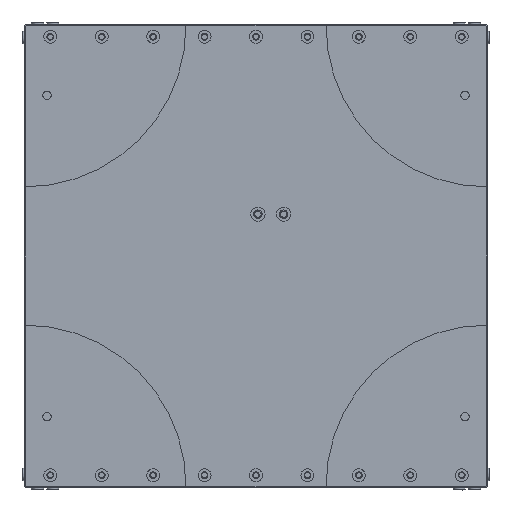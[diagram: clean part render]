
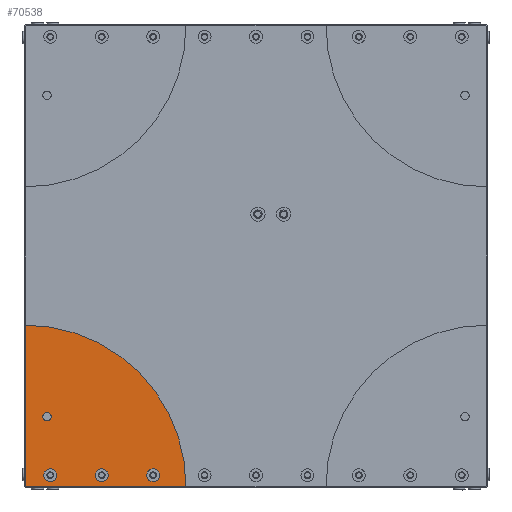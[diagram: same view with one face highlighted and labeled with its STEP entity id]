
A CAD part, front view. The second image highlights one B-rep face of the part: STEP entity #70538.
In plain terms, the highlighted planar face has unit normal (0, -1, 0).
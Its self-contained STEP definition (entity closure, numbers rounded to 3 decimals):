
#1205 = CIRCLE ( 'NONE', #116960, 3.25 ) ;
#1289 = CARTESIAN_POINT ( 'NONE',  ( -118.655, 0., -142.13 ) ) ;
#1344 = CARTESIAN_POINT ( 'NONE',  ( -36.155, 0., -184.38 ) ) ;
#1404 = CARTESIAN_POINT ( 'NONE',  ( -116.155, 0., -184.38 ) ) ;
#2195 = EDGE_CURVE ( 'NONE', #12180, #66582, #46945, .T. ) ;
#2437 = VERTEX_POINT ( 'NONE', #24267 ) ;
#3080 = DIRECTION ( 'NONE',  ( 0., 0., 1. ) ) ;
#4289 = CIRCLE ( 'NONE', #8086, 125. ) ;
#6599 = FACE_BOUND ( 'NONE', #27791, .T. ) ;
#7078 = ORIENTED_EDGE ( 'NONE', *, *, #9605, .T. ) ;
#7161 = FACE_OUTER_BOUND ( 'NONE', #11598, .T. ) ;
#8086 = AXIS2_PLACEMENT_3D ( 'NONE', #80958, #117185, #89850 ) ;
#8293 = DIRECTION ( 'NONE',  ( 0., 0., 1. ) ) ;
#8529 = EDGE_CURVE ( 'NONE', #94798, #58297, #96879, .T. ) ;
#9596 = CIRCLE ( 'NONE', #19192, 5.025 ) ;
#9605 = EDGE_CURVE ( 'NONE', #39859, #94798, #24609, .T. ) ;
#9721 = CARTESIAN_POINT ( 'NONE',  ( -36.155, 0., -179.355 ) ) ;
#9881 = VECTOR ( 'NONE', #13527, 1000. ) ;
#10537 = CARTESIAN_POINT ( 'NONE',  ( -76.155, 0., -184.38 ) ) ;
#11180 = ORIENTED_EDGE ( 'NONE', *, *, #38168, .F. ) ;
#11598 = EDGE_LOOP ( 'NONE', ( #11180, #85491, #7078, #32124 ) ) ;
#12176 = EDGE_LOOP ( 'NONE', ( #30380, #14268 ) ) ;
#12180 = VERTEX_POINT ( 'NONE', #87968 ) ;
#13498 = VERTEX_POINT ( 'NONE', #73830 ) ;
#13527 = DIRECTION ( 'NONE',  ( 0., 0., -1. ) ) ;
#14268 = ORIENTED_EDGE ( 'NONE', *, *, #2195, .F. ) ;
#14912 = DIRECTION ( 'NONE',  ( 0., -1., 0. ) ) ;
#14959 = DIRECTION ( 'NONE',  ( 0., 0., 1. ) ) ;
#15185 = AXIS2_PLACEMENT_3D ( 'NONE', #115394, #106465, #14959 ) ;
#16130 = FACE_BOUND ( 'NONE', #86915, .T. ) ;
#17211 = VERTEX_POINT ( 'NONE', #1289 ) ;
#18421 = AXIS2_PLACEMENT_3D ( 'NONE', #94606, #68470, #30984 ) ;
#19192 = AXIS2_PLACEMENT_3D ( 'NONE', #1404, #82202, #73892 ) ;
#20476 = AXIS2_PLACEMENT_3D ( 'NONE', #47217, #92406, #38855 ) ;
#21122 = CARTESIAN_POINT ( 'NONE',  ( -135.655, 0., -192.673 ) ) ;
#21191 = CARTESIAN_POINT ( 'NONE',  ( -116.155, 0., -189.405 ) ) ;
#24267 = CARTESIAN_POINT ( 'NONE',  ( -116.155, 0., -179.355 ) ) ;
#24609 = LINE ( 'NONE', #69857, #41477 ) ;
#25800 = VECTOR ( 'NONE', #79578, 1000. ) ;
#25840 = AXIS2_PLACEMENT_3D ( 'NONE', #41643, #14912, #8293 ) ;
#27791 = EDGE_LOOP ( 'NONE', ( #70246, #106744 ) ) ;
#30380 = ORIENTED_EDGE ( 'NONE', *, *, #88386, .F. ) ;
#30984 = DIRECTION ( 'NONE',  ( 0., 0., 1. ) ) ;
#32124 = ORIENTED_EDGE ( 'NONE', *, *, #8529, .T. ) ;
#38168 = EDGE_CURVE ( 'NONE', #13498, #58297, #4289, .T. ) ;
#38855 = DIRECTION ( 'NONE',  ( 0., 0., -1. ) ) ;
#39371 = AXIS2_PLACEMENT_3D ( 'NONE', #1344, #84483, #3080 ) ;
#39859 = VERTEX_POINT ( 'NONE', #21122 ) ;
#39954 = CARTESIAN_POINT ( 'NONE',  ( -10.657, 0., -193.38 ) ) ;
#40492 = AXIS2_PLACEMENT_3D ( 'NONE', #44915, #97879, #62802 ) ;
#41118 = CIRCLE ( 'NONE', #18421, 5.025 ) ;
#41477 = VECTOR ( 'NONE', #86415, 1000. ) ;
#41643 = CARTESIAN_POINT ( 'NONE',  ( -36.155, 0., -184.38 ) ) ;
#44915 = CARTESIAN_POINT ( 'NONE',  ( -76.155, 0., -184.38 ) ) ;
#46945 = CIRCLE ( 'NONE', #39371, 5.025 ) ;
#47217 = CARTESIAN_POINT ( 'NONE',  ( -118.655, 0., -138.88 ) ) ;
#47712 = CARTESIAN_POINT ( 'NONE',  ( -118.655, 0., -138.88 ) ) ;
#50793 = CIRCLE ( 'NONE', #20476, 3.25 ) ;
#53862 = CIRCLE ( 'NONE', #40492, 5.025 ) ;
#54311 = CARTESIAN_POINT ( 'NONE',  ( -134.947, 0., -193.38 ) ) ;
#57303 = VERTEX_POINT ( 'NONE', #70160 ) ;
#58297 = VERTEX_POINT ( 'NONE', #39954 ) ;
#59059 = DIRECTION ( 'NONE',  ( 0., 0., -1. ) ) ;
#59632 = FACE_BOUND ( 'NONE', #12176, .T. ) ;
#60664 = CARTESIAN_POINT ( 'NONE',  ( 222.845, 0., -193.38 ) ) ;
#62802 = DIRECTION ( 'NONE',  ( 0., 0., 1. ) ) ;
#66463 = DIRECTION ( 'NONE',  ( 0., -1., 0. ) ) ;
#66582 = VERTEX_POINT ( 'NONE', #9721 ) ;
#68470 = DIRECTION ( 'NONE',  ( 0., -1., 0. ) ) ;
#69857 = CARTESIAN_POINT ( 'NONE',  ( -135.301, 0., -193.026 ) ) ;
#70160 = CARTESIAN_POINT ( 'NONE',  ( -76.155, 0., -179.355 ) ) ;
#70246 = ORIENTED_EDGE ( 'NONE', *, *, #103212, .T. ) ;
#70538 = ADVANCED_FACE ( 'NONE', ( #6599, #59632, #77956, #16130, #7161 ), #86846, .T. ) ;
#73830 = CARTESIAN_POINT ( 'NONE',  ( -135.655, 0., -67.673 ) ) ;
#73892 = DIRECTION ( 'NONE',  ( 0., 0., 1. ) ) ;
#74179 = DIRECTION ( 'NONE',  ( 0., 0., 1. ) ) ;
#75206 = EDGE_CURVE ( 'NONE', #84320, #2437, #41118, .T. ) ;
#75733 = EDGE_CURVE ( 'NONE', #90693, #17211, #50793, .T. ) ;
#75802 = ORIENTED_EDGE ( 'NONE', *, *, #75206, .F. ) ;
#77956 = FACE_BOUND ( 'NONE', #111513, .T. ) ;
#79578 = DIRECTION ( 'NONE',  ( 1., 0., 0. ) ) ;
#80649 = ORIENTED_EDGE ( 'NONE', *, *, #105500, .F. ) ;
#80958 = CARTESIAN_POINT ( 'NONE',  ( -135.655, 0., -192.673 ) ) ;
#82202 = DIRECTION ( 'NONE',  ( 0., -1., 0. ) ) ;
#82477 = EDGE_CURVE ( 'NONE', #13498, #39859, #95006, .T. ) ;
#83018 = ORIENTED_EDGE ( 'NONE', *, *, #110549, .F. ) ;
#84320 = VERTEX_POINT ( 'NONE', #21191 ) ;
#84483 = DIRECTION ( 'NONE',  ( 0., -1., 0. ) ) ;
#85093 = DIRECTION ( 'NONE',  ( 0., 1., 0. ) ) ;
#85491 = ORIENTED_EDGE ( 'NONE', *, *, #82477, .T. ) ;
#86415 = DIRECTION ( 'NONE',  ( 0.707, 0., -0.707 ) ) ;
#86846 = PLANE ( 'NONE',  #15185 ) ;
#86915 = EDGE_LOOP ( 'NONE', ( #80649, #75802 ) ) ;
#87968 = CARTESIAN_POINT ( 'NONE',  ( -36.155, 0., -189.405 ) ) ;
#88386 = EDGE_CURVE ( 'NONE', #66582, #12180, #113091, .T. ) ;
#89850 = DIRECTION ( 'NONE',  ( 0., 0., -1. ) ) ;
#90693 = VERTEX_POINT ( 'NONE', #98406 ) ;
#92406 = DIRECTION ( 'NONE',  ( 0., 1., 0. ) ) ;
#93263 = EDGE_CURVE ( 'NONE', #57303, #94929, #109581, .T. ) ;
#94606 = CARTESIAN_POINT ( 'NONE',  ( -116.155, 0., -184.38 ) ) ;
#94798 = VERTEX_POINT ( 'NONE', #54311 ) ;
#94929 = VERTEX_POINT ( 'NONE', #108917 ) ;
#95006 = LINE ( 'NONE', #105056, #9881 ) ;
#96879 = LINE ( 'NONE', #60664, #25800 ) ;
#97879 = DIRECTION ( 'NONE',  ( 0., -1., 0. ) ) ;
#98406 = CARTESIAN_POINT ( 'NONE',  ( -118.655, 0., -135.63 ) ) ;
#100076 = AXIS2_PLACEMENT_3D ( 'NONE', #10537, #66463, #74179 ) ;
#103212 = EDGE_CURVE ( 'NONE', #17211, #90693, #1205, .T. ) ;
#105056 = CARTESIAN_POINT ( 'NONE',  ( -135.655, 0., -192.88 ) ) ;
#105500 = EDGE_CURVE ( 'NONE', #2437, #84320, #9596, .T. ) ;
#106465 = DIRECTION ( 'NONE',  ( 0., -1., 0. ) ) ;
#106744 = ORIENTED_EDGE ( 'NONE', *, *, #75733, .T. ) ;
#108917 = CARTESIAN_POINT ( 'NONE',  ( -76.155, 0., -189.405 ) ) ;
#109581 = CIRCLE ( 'NONE', #100076, 5.025 ) ;
#109713 = ORIENTED_EDGE ( 'NONE', *, *, #93263, .F. ) ;
#110549 = EDGE_CURVE ( 'NONE', #94929, #57303, #53862, .T. ) ;
#111513 = EDGE_LOOP ( 'NONE', ( #109713, #83018 ) ) ;
#113091 = CIRCLE ( 'NONE', #25840, 5.025 ) ;
#115394 = CARTESIAN_POINT ( 'NONE',  ( 43.845, 0., -13.88 ) ) ;
#116960 = AXIS2_PLACEMENT_3D ( 'NONE', #47712, #85093, #59059 ) ;
#117185 = DIRECTION ( 'NONE',  ( 0., 1., 0. ) ) ;
